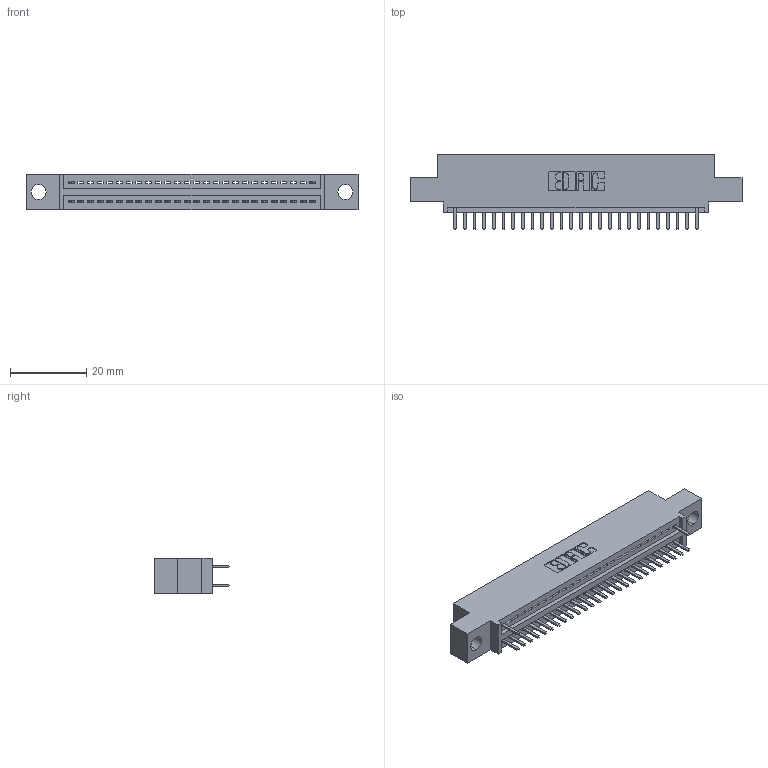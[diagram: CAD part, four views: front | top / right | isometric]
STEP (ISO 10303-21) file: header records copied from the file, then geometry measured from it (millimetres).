
FILE_DESCRIPTION (( 'STEP AP203' ), '1' );
FILE_NAME ('345-052-520-504.STEP', '2018-09-22T19:47:24', ( '' ), ( '' ), 'SwSTEP 2.0', 'SolidWorks 2016', '' );
FILE_SCHEMA (( 'CONFIG_CONTROL_DESIGN' ));
Length unit declared in the file: inch
Products named in the file (3): 345 Part_0.110 Offset - 0.156 Dia-TH; 345-292-001_345-293-120; 345-052-520-504
Assembly tree (29 placements, depth 2):
  345-052-520-504
    345 Part_0.110 Offset - 0.156 Dia-TH
    345-292-001_345-293-120  x28
Bounding box: 87.25 x 19.68 x 9.4 mm (x, y, z)
Volume: 7937.1 mm3; surface area: 10079 mm2
Topology: 29 solids, 29 shells, 1834 faces, 5397 edges, 3522 vertices
Faces by surface type: plane 1232, cylinder 602
Entity records: 22035 total; most frequent: CARTESIAN_POINT 3828, ORIENTED_EDGE 3774, DIRECTION 3355, EDGE_CURVE 1887, VECTOR 1647, LINE 1647, VERTEX_POINT 1254, AXIS2_PLACEMENT_3D 854
